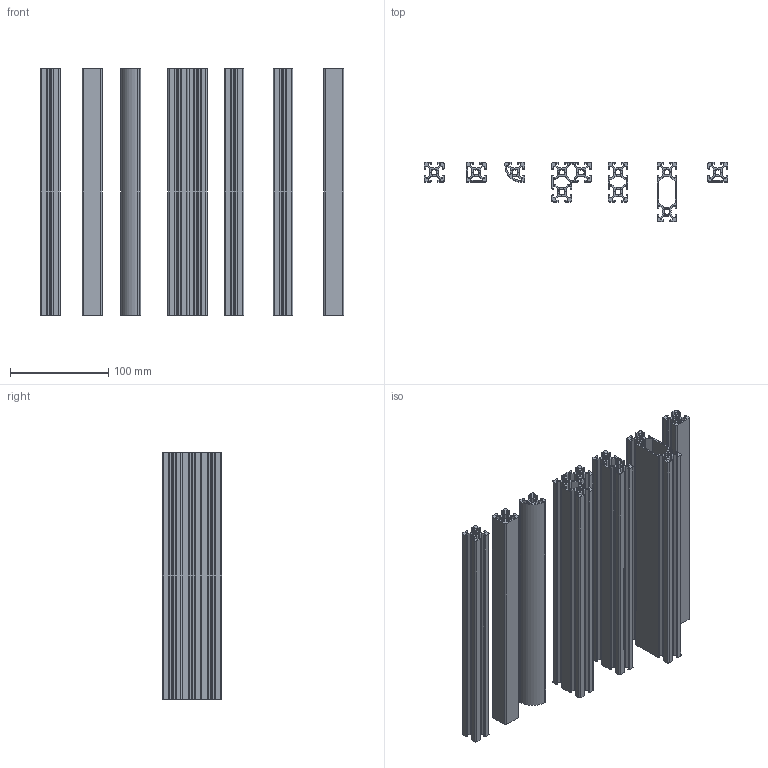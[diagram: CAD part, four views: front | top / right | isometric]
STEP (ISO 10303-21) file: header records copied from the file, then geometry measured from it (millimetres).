
FILE_DESCRIPTION (( 'STEP AP214' ), '1' );
FILE_NAME ('All Rexroth 20 Series Aluminium Profiles.STEP', '2017-05-21T05:21:06', ( 'A_Azari' ), ( '' ), 'SwSTEP 2.0', 'SolidWorks 2016', '' );
FILE_SCHEMA (( 'AUTOMOTIVE_DESIGN' ));
Length unit declared in the file: millimetre
Products named in the file (8): 20x20 3S-Rexroth-3 842 992 889_250MM; 20x60-Rexroth-3 842 992 992_250MM; 20x40-Rexroth-3 842 992 891_250MM; 20x20x40-Rexroth-3 842 992 991_500MM; 20x20 R-Rexroth-3 842 992 890_250MM; 20x20 2SA-Rexroth-3 842 992 924_250MM; 20x20-Rexroth-3 842 992 888_250MM; All Rexroth 20 Series Aluminium Profiles
Assembly tree (7 placements, depth 2):
  All Rexroth 20 Series Aluminium Profiles
    20x20-Rexroth-3 842 992 888_250MM
    20x20 2SA-Rexroth-3 842 992 924_250MM
    20x20 R-Rexroth-3 842 992 890_250MM
    20x20x40-Rexroth-3 842 992 991_500MM
    20x40-Rexroth-3 842 992 891_250MM
    20x60-Rexroth-3 842 992 992_250MM
    20x20 3S-Rexroth-3 842 992 889_250MM
Bounding box: 308.1 x 60 x 250 mm (x, y, z)
Volume: 435848.8 mm3; surface area: 485045.9 mm2
Topology: 7 solids, 7 shells, 1582 faces, 4704 edges, 3136 vertices
Faces by surface type: cylinder 826, plane 756
Entity records: 53950 total; most frequent: DIRECTION 9540, CARTESIAN_POINT 9432, ORIENTED_EDGE 9408, EDGE_CURVE 4704, AXIS2_PLACEMENT_3D 3244, VERTEX_POINT 3136, VECTOR 3052, LINE 3052
